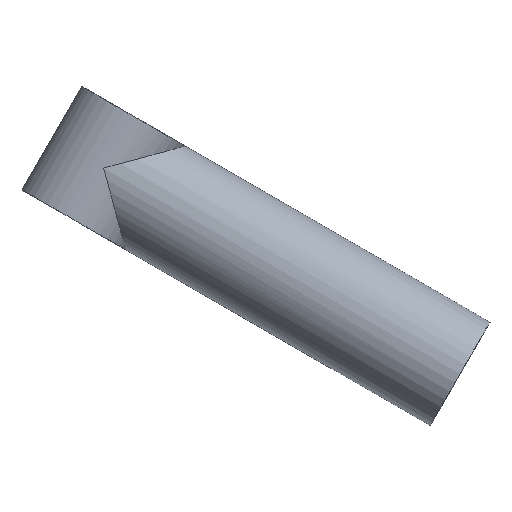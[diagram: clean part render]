
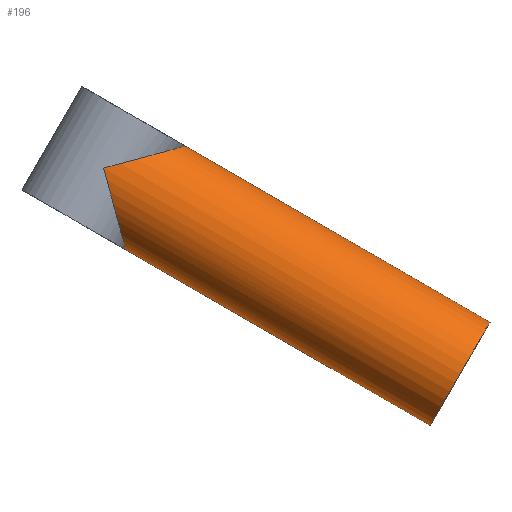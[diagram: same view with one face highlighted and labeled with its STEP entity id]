
A CAD part, front view. The second image highlights one B-rep face of the part: STEP entity #196.
In plain terms, the highlighted cylindrical face has radius 45.5 mm (diameter 91 mm), a partial arc.
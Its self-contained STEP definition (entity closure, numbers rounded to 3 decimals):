
#6 = ORIENTED_EDGE ( 'NONE', *, *, #238, .F. ) ;
#13 = CARTESIAN_POINT ( 'NONE',  ( -54.61, 0., -21.01 ) ) ;
#16 = DIRECTION ( 'NONE',  ( 0.866, 0., -0.5 ) ) ;
#37 = VERTEX_POINT ( 'NONE', #200 ) ;
#38 = CARTESIAN_POINT ( 'NONE',  ( 9.756, -45.5, -36.409 ) ) ;
#40 = CIRCLE ( 'NONE', #106, 45.5 ) ;
#50 = CARTESIAN_POINT ( 'NONE',  ( 36.409, -45.5, 9.756 ) ) ;
#68 = CARTESIAN_POINT ( 'NONE',  ( 16.654, -26.653, -62.154 ) ) ;
#70 = DIRECTION ( 'NONE',  ( 0.866, 0., -0.5 ) ) ;
#79 = CARTESIAN_POINT ( 'NONE',  ( -31.86, 0., 18.394 ) ) ;
#81 = CARTESIAN_POINT ( 'NONE',  ( 62.154, -26.653, 16.654 ) ) ;
#86 = VECTOR ( 'NONE', #70, 1000. ) ;
#92 = EDGE_LOOP ( 'NONE', ( #95, #6, #157, #321, #109 ) ) ;
#95 = ORIENTED_EDGE ( 'NONE', *, *, #101, .F. ) ;
#96 = LINE ( 'NONE', #336, #86 ) ;
#101 = EDGE_CURVE ( 'NONE', #103, #182, #96, .T. ) ;
#103 = VERTEX_POINT ( 'NONE', #173 ) ;
#106 = AXIS2_PLACEMENT_3D ( 'NONE', #225, #228, #197 ) ;
#109 = ORIENTED_EDGE ( 'NONE', *, *, #121, .T. ) ;
#121 = EDGE_CURVE ( 'NONE', #37, #182, #40, .T. ) ;
#140 = FACE_OUTER_BOUND ( 'NONE', #92, .T. ) ;
#143 =( BOUNDED_CURVE ( )  B_SPLINE_CURVE ( 3, ( #255, #68, #38, #301 ),
 .UNSPECIFIED., .F., .F. ) 
 B_SPLINE_CURVE_WITH_KNOTS ( ( 4, 4 ),
 ( 0., 1.571 ),
 .UNSPECIFIED. ) 
 CURVE ( )  GEOMETRIC_REPRESENTATION_ITEM ( )  RATIONAL_B_SPLINE_CURVE ( ( 1., 0.805, 0.805, 1. ) ) 
 REPRESENTATION_ITEM ( '' )  );
#156 = CARTESIAN_POINT ( 'NONE',  ( 62.154, 0., 16.654 ) ) ;
#157 = ORIENTED_EDGE ( 'NONE', *, *, #328, .F. ) ;
#159 = CARTESIAN_POINT ( 'NONE',  ( 293.999, 0., -117.202 ) ) ;
#173 = CARTESIAN_POINT ( 'NONE',  ( 62.154, 0., 16.654 ) ) ;
#181 = CARTESIAN_POINT ( 'NONE',  ( 0., -45.5, 0. ) ) ;
#182 = VERTEX_POINT ( 'NONE', #159 ) ;
#185 = DIRECTION ( 'NONE',  ( 0.866, 0., -0.5 ) ) ;
#191 = LINE ( 'NONE', #13, #305 ) ;
#196 = ADVANCED_FACE ( 'NONE', ( #140 ), #204, .T. ) ;
#197 = DIRECTION ( 'NONE',  ( 0.5, 0., 0.866 ) ) ;
#200 = CARTESIAN_POINT ( 'NONE',  ( 248.499, 0., -196.01 ) ) ;
#204 = CYLINDRICAL_SURFACE ( 'NONE', #297, 45.5 ) ;
#224 = CARTESIAN_POINT ( 'NONE',  ( 0., -45.5, 0. ) ) ;
#225 = CARTESIAN_POINT ( 'NONE',  ( 271.249, 0., -156.606 ) ) ;
#228 = DIRECTION ( 'NONE',  ( -0.866, 0., 0.5 ) ) ;
#238 = EDGE_CURVE ( 'NONE', #286, #103, #269, .T. ) ;
#242 = DIRECTION ( 'NONE',  ( -0.5, 0., -0.866 ) ) ;
#243 = CARTESIAN_POINT ( 'NONE',  ( 16.654, 0., -62.154 ) ) ;
#255 = CARTESIAN_POINT ( 'NONE',  ( 16.654, 0., -62.154 ) ) ;
#267 = VERTEX_POINT ( 'NONE', #243 ) ;
#269 =( BOUNDED_CURVE ( )  B_SPLINE_CURVE ( 3, ( #181, #50, #81, #156 ),
 .UNSPECIFIED., .F., .F. ) 
 B_SPLINE_CURVE_WITH_KNOTS ( ( 4, 4 ),
 ( 4.712, 6.283 ),
 .UNSPECIFIED. ) 
 CURVE ( )  GEOMETRIC_REPRESENTATION_ITEM ( )  RATIONAL_B_SPLINE_CURVE ( ( 1., 0.805, 0.805, 1. ) ) 
 REPRESENTATION_ITEM ( '' )  );
#285 = EDGE_CURVE ( 'NONE', #267, #37, #191, .T. ) ;
#286 = VERTEX_POINT ( 'NONE', #224 ) ;
#297 = AXIS2_PLACEMENT_3D ( 'NONE', #79, #185, #242 ) ;
#301 = CARTESIAN_POINT ( 'NONE',  ( 0., -45.5, 0. ) ) ;
#305 = VECTOR ( 'NONE', #16, 1000. ) ;
#321 = ORIENTED_EDGE ( 'NONE', *, *, #285, .T. ) ;
#328 = EDGE_CURVE ( 'NONE', #267, #286, #143, .T. ) ;
#336 = CARTESIAN_POINT ( 'NONE',  ( -9.11, 0., 57.798 ) ) ;
